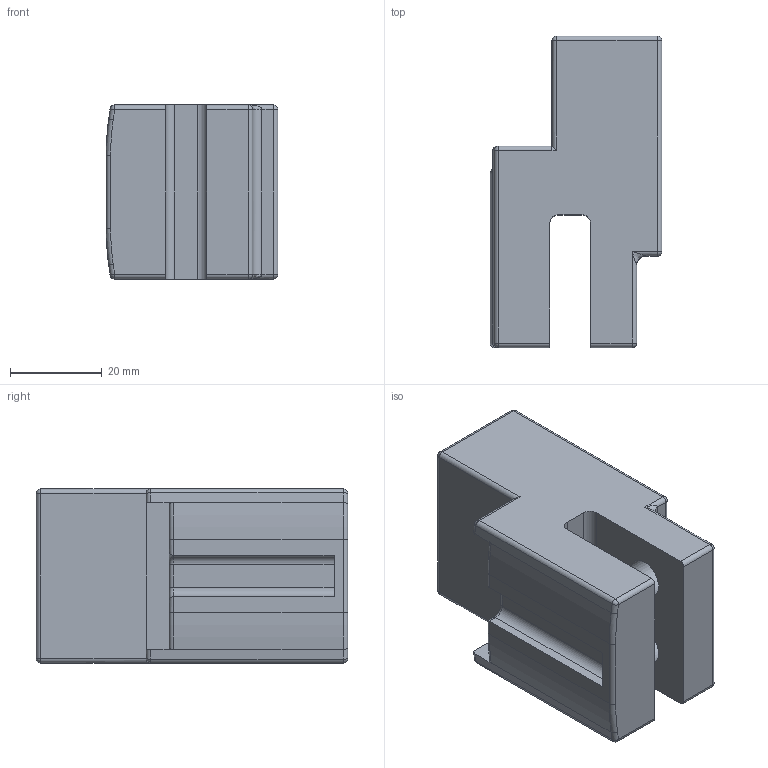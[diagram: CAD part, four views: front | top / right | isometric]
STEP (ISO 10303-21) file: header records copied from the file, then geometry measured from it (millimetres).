
FILE_DESCRIPTION(('FreeCAD Model'),'2;1');
FILE_NAME('Open CASCADE Shape Model','2022-03-05T16:53:12',('Author'),( ''),'Open CASCADE STEP processor 7.5','FreeCAD','Unknown');
FILE_SCHEMA(('AUTOMOTIVE_DESIGN { 1 0 10303 214 1 1 1 1 }'));
Length unit declared in the file: millimetre
Products named in the file (2): Part; Body
Assembly tree (1 placements, depth 2):
  Part
    Body
Bounding box: 37.5 x 68 x 38 mm (x, y, z)
Volume: 54259.7 mm3; surface area: 16729.1 mm2
Topology: 1 solids, 1 shells, 104 faces, 257 edges, 142 vertices
Faces by surface type: cylinder 52, plane 30, sphere 12, torus 6, bspline 2, cone 2
Full cylindrical faces by diameter (mm): 4.2 x3, 8.5 x2
Entity records: 6549 total; most frequent: CARTESIAN_POINT 1535, DIRECTION 988, LINE 565, VECTOR 565, ORIENTED_EDGE 482, PCURVE 482, DEFINITIONAL_REPRESENTATION 482, EDGE_CURVE 241
